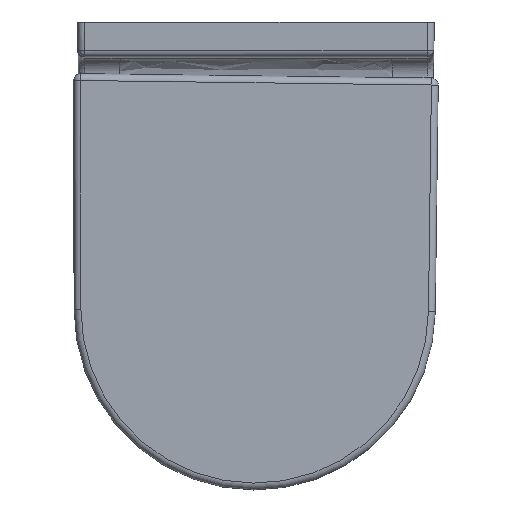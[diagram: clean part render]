
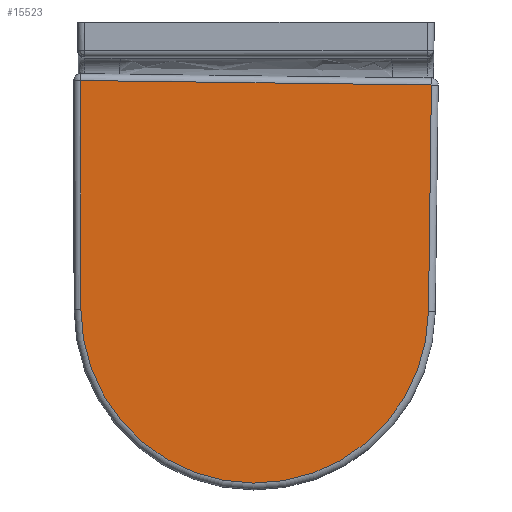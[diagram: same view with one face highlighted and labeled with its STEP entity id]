
A CAD part, top view. The second image highlights one B-rep face of the part: STEP entity #15523.
In plain terms, the highlighted planar face has unit normal (0, 0, 1).
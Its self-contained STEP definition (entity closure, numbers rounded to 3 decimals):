
#15259=CARTESIAN_POINT('',(-1.234,7.991,35.0));
#15260=VERTEX_POINT('',#15259);
#15268=CARTESIAN_POINT('',(233.267,9.617,35.0));
#15269=VERTEX_POINT('',#15268);
#15270=CARTESIAN_POINT('',(-1.234,7.991,35.0));
#15271=DIRECTION('',(1.,0.007,0.0));
#15272=VECTOR('',#15271,234.507);
#15273=LINE('',#15270,#15272);
#15274=EDGE_CURVE('',#15260,#15269,#15273,.T.);
#15301=CARTESIAN_POINT('',(-1.236,-347.991,35.0));
#15302=VERTEX_POINT('',#15301);
#15310=CARTESIAN_POINT('',(0.,-170.,35.0));
#15311=DIRECTION('',(0.0,0.0,-1.0));
#15312=DIRECTION('',(-1.,0.,0.0));
#15313=AXIS2_PLACEMENT_3D('',#15310,#15311,#15312);
#15314=CIRCLE('',#15313,177.996);
#15315=EDGE_CURVE('',#15302,#15260,#15314,.T.);
#15335=CARTESIAN_POINT('',(230.773,-349.603,35.0));
#15336=VERTEX_POINT('',#15335);
#15344=CARTESIAN_POINT('',(230.773,-349.603,35.0));
#15345=DIRECTION('',(-1.,0.007,0.0));
#15346=VECTOR('',#15345,232.014);
#15347=LINE('',#15344,#15346);
#15348=EDGE_CURVE('',#15336,#15302,#15347,.T.);
#15389=CARTESIAN_POINT('',(233.267,9.617,35.0));
#15390=DIRECTION('',(-0.007,-1.,0.0));
#15391=VECTOR('',#15390,359.228);
#15392=LINE('',#15389,#15391);
#15393=EDGE_CURVE('',#15269,#15336,#15392,.T.);
#15512=CARTESIAN_POINT('',(80.239,-169.678,35.0));
#15513=DIRECTION('',(0.0,0.0,1.0));
#15514=DIRECTION('',(1.0,0.0,0.0));
#15515=AXIS2_PLACEMENT_3D('',#15512,#15513,#15514);
#15516=PLANE('',#15515);
#15517=ORIENTED_EDGE('',*,*,#15274,.F.);
#15518=ORIENTED_EDGE('',*,*,#15315,.F.);
#15519=ORIENTED_EDGE('',*,*,#15348,.F.);
#15520=ORIENTED_EDGE('',*,*,#15393,.F.);
#15521=EDGE_LOOP('',(#15517,#15518,#15519,#15520));
#15522=FACE_OUTER_BOUND('',#15521,.T.);
#15523=ADVANCED_FACE('',(#15522),#15516,.T.);
